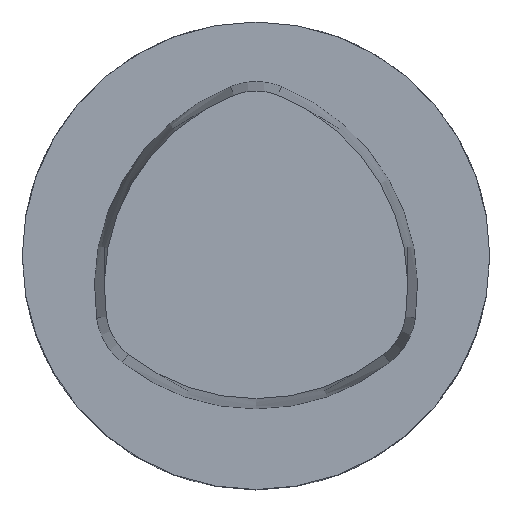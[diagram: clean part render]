
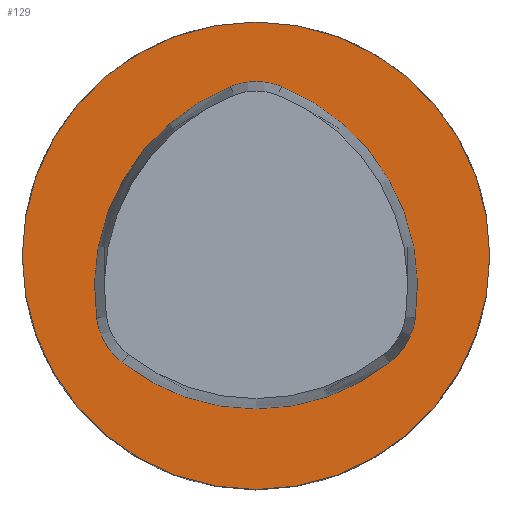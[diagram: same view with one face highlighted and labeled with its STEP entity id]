
A CAD part, top view. The second image highlights one B-rep face of the part: STEP entity #129.
In plain terms, the highlighted planar face has unit normal (0, 0, 1).
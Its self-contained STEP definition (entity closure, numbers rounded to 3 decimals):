
#129=ADVANCED_FACE('',(#218),#176,.T.);
#176=PLANE('',#985);
#218=FACE_OUTER_BOUND('',#275,.T.);
#275=EDGE_LOOP('',(#457));
#318=CIRCLE('',#978,20.);
#457=ORIENTED_EDGE('',*,*,#716,.T.);
#619=VERTEX_POINT('',#1456);
#716=EDGE_CURVE('',#619,#619,#318,.T.);
#978=AXIS2_PLACEMENT_3D('',#1455,#1174,#1175);
#985=AXIS2_PLACEMENT_3D('',#1476,#1192,#1193);
#1174=DIRECTION('',(0.,0.,1.));
#1175=DIRECTION('',(1.,0.,0.));
#1192=DIRECTION('',(0.,0.,1.));
#1193=DIRECTION('',(1.,0.,0.));
#1455=CARTESIAN_POINT('',(0.,0.,0.));
#1456=CARTESIAN_POINT('',(20.,0.,0.));
#1476=CARTESIAN_POINT('',(0.,0.,0.));
